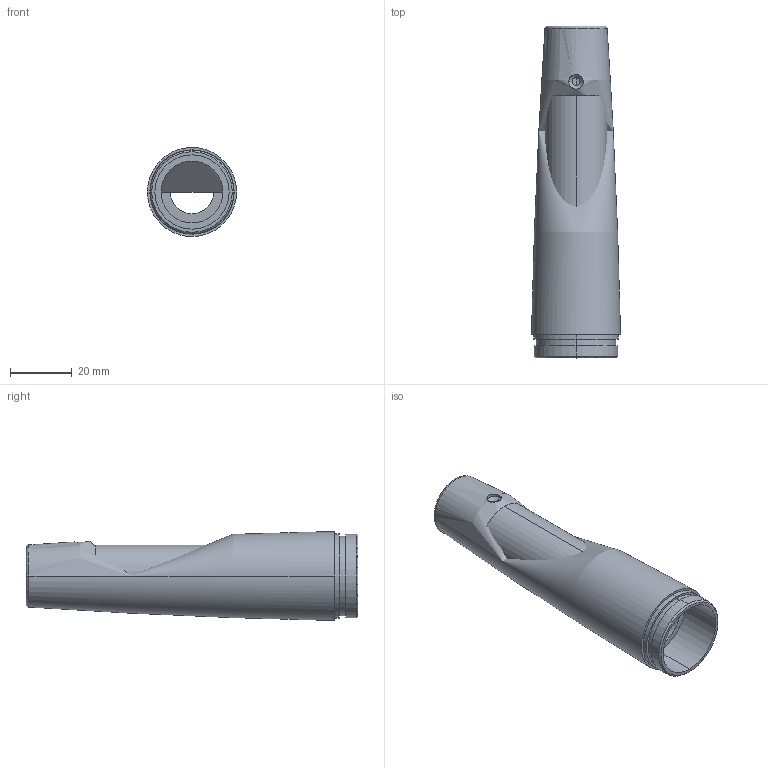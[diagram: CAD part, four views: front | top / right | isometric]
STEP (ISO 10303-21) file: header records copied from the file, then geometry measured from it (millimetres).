
FILE_DESCRIPTION (( 'STEP AP214' ), '1' );
FILE_NAME ('ÎÄÌ.005.02.00.00.002 Ðó÷êà.STEP', '2020-08-05T11:37:57', ( '' ), ( '' ), 'SwSTEP 2.0', 'SolidWorks 2017', '' );
FILE_SCHEMA (( 'AUTOMOTIVE_DESIGN' ));
Length unit declared in the file: millimetre
Products named in the file (1): ÎÄÌ.005.02.00.00.002  Ðó÷êà
Bounding box: 28.76 x 107.11 x 28.75 mm (x, y, z)
Volume: 20992.5 mm3; surface area: 15953.6 mm2
Topology: 1 solids, 1 shells, 43 faces, 99 edges, 63 vertices
Faces by surface type: cylinder 24, plane 8, cone 7, torus 4
Entity records: 1529 total; most frequent: CARTESIAN_POINT 480, DIRECTION 227, ORIENTED_EDGE 200, EDGE_CURVE 100, AXIS2_PLACEMENT_3D 97, VERTEX_POINT 64, CIRCLE 53, EDGE_LOOP 52
